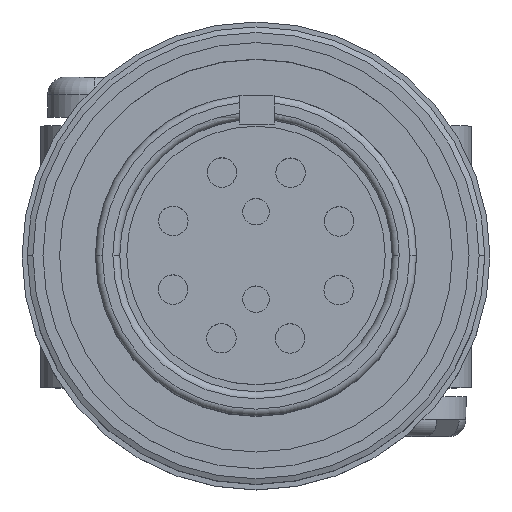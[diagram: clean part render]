
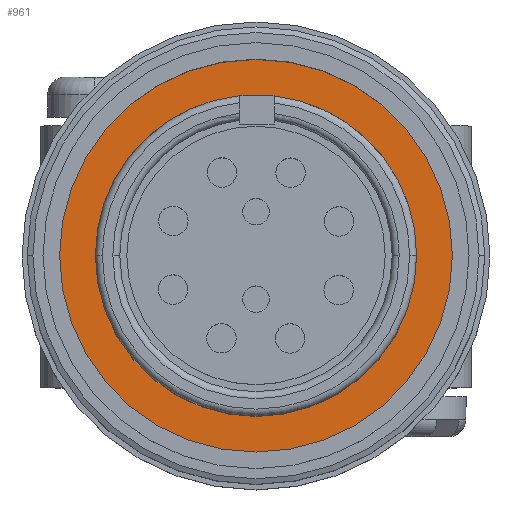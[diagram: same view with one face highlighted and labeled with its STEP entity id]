
A CAD part, top view. The second image highlights one B-rep face of the part: STEP entity #961.
In plain terms, the highlighted planar face has unit normal (0, 0, 1).
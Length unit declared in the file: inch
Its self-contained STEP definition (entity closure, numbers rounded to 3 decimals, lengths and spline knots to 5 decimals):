
#614 = EDGE_CURVE ( 'NONE', #1527, #1514, #4598, .T. ) ;
#621 = EDGE_CURVE ( 'NONE', #1333, #1475, #4606, .T. ) ;
#961 = ADVANCED_FACE ( 'NONE', ( #2015, #2018 ), #3036, .T. ) ;
#1262 = CARTESIAN_POINT ( 'NONE',  ( 0., 0., 3.84706 ) ) ;
#1264 = DIRECTION ( 'NONE',  ( 0., 0., -1. ) ) ;
#1265 = DIRECTION ( 'NONE',  ( -1., 0., 0. ) ) ;
#1314 = CARTESIAN_POINT ( 'NONE',  ( 0., 0., 3.84706 ) ) ;
#1316 = DIRECTION ( 'NONE',  ( 0., 0., -1. ) ) ;
#1317 = DIRECTION ( 'NONE',  ( -1., 0., 0. ) ) ;
#1333 = VERTEX_POINT ( 'NONE', #9995 ) ;
#1475 = VERTEX_POINT ( 'NONE', #10084 ) ;
#1514 = VERTEX_POINT ( 'NONE', #10109 ) ;
#1527 = VERTEX_POINT ( 'NONE', #10116 ) ;
#1924 = CARTESIAN_POINT ( 'NONE',  ( 0., 0., 3.84706 ) ) ;
#1926 = DIRECTION ( 'NONE',  ( 0., 0., -1. ) ) ;
#1928 = DIRECTION ( 'NONE',  ( -1., 0., 0. ) ) ;
#2015 = FACE_BOUND ( 'NONE', #6301, .T. ) ;
#2018 = FACE_OUTER_BOUND ( 'NONE', #6303, .T. ) ;
#3030 = CARTESIAN_POINT ( 'NONE',  ( -0.5625, 0., 3.84706 ) ) ;
#3036 = PLANE ( 'NONE',  #8435 ) ;
#3038 = DIRECTION ( 'NONE',  ( 0., 0., 1. ) ) ;
#3039 = DIRECTION ( 'NONE',  ( 1., 0., 0. ) ) ;
#4598 = CIRCLE ( 'NONE', #8775, 0.46 ) ;
#4606 = CIRCLE ( 'NONE', #8768, 0.5625 ) ;
#5273 = CARTESIAN_POINT ( 'NONE',  ( 0., 0., 3.84706 ) ) ;
#5274 = DIRECTION ( 'NONE',  ( 0., 0., -1. ) ) ;
#5275 = DIRECTION ( 'NONE',  ( -1., 0., 0. ) ) ;
#5622 = CIRCLE ( 'NONE', #8329, 0.46 ) ;
#5638 = CIRCLE ( 'NONE', #8323, 0.5625 ) ;
#6301 = EDGE_LOOP ( 'NONE', ( #7690, #7683 ) ) ;
#6303 = EDGE_LOOP ( 'NONE', ( #7686, #7685 ) ) ;
#7683 = ORIENTED_EDGE ( 'NONE', *, *, #614, .T. ) ;
#7685 = ORIENTED_EDGE ( 'NONE', *, *, #8849, .F. ) ;
#7686 = ORIENTED_EDGE ( 'NONE', *, *, #621, .F. ) ;
#7690 = ORIENTED_EDGE ( 'NONE', *, *, #8838, .T. ) ;
#8323 = AXIS2_PLACEMENT_3D ( 'NONE', #5273, #5274, #5275 ) ;
#8329 = AXIS2_PLACEMENT_3D ( 'NONE', #1924, #1926, #1928 ) ;
#8435 = AXIS2_PLACEMENT_3D ( 'NONE', #3030, #3038, #3039 ) ;
#8768 = AXIS2_PLACEMENT_3D ( 'NONE', #1314, #1316, #1317 ) ;
#8775 = AXIS2_PLACEMENT_3D ( 'NONE', #1262, #1264, #1265 ) ;
#8838 = EDGE_CURVE ( 'NONE', #1514, #1527, #5622, .T. ) ;
#8849 = EDGE_CURVE ( 'NONE', #1475, #1333, #5638, .T. ) ;
#9995 = CARTESIAN_POINT ( 'NONE',  ( -0.5625, 0., 3.84706 ) ) ;
#10084 = CARTESIAN_POINT ( 'NONE',  ( 0.5625, 0., 3.84706 ) ) ;
#10109 = CARTESIAN_POINT ( 'NONE',  ( -0.46, 0., 3.84706 ) ) ;
#10116 = CARTESIAN_POINT ( 'NONE',  ( 0.46, 0., 3.84706 ) ) ;
